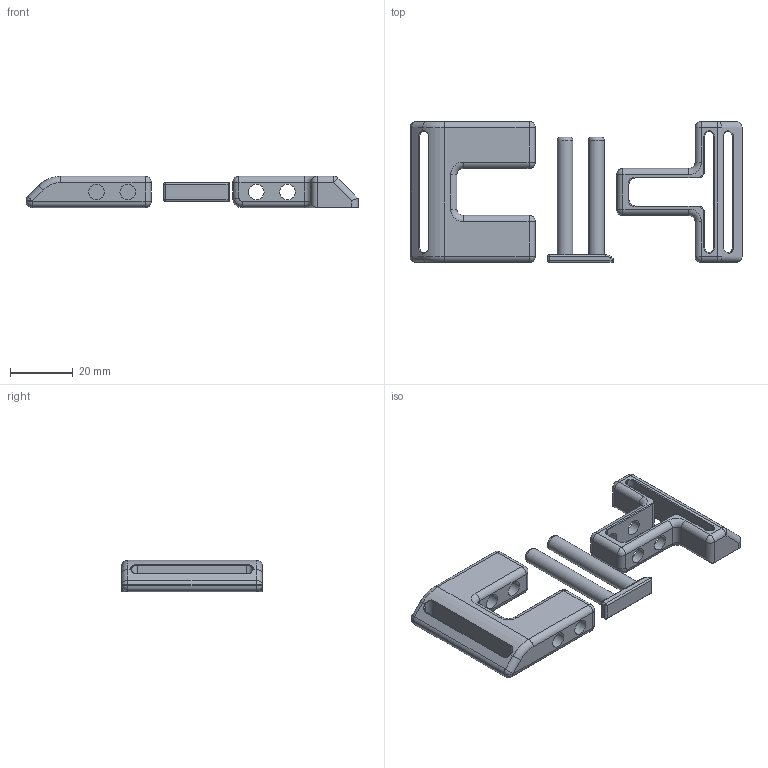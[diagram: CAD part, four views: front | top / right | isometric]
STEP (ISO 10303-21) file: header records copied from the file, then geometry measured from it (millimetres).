
FILE_DESCRIPTION(('HOOPS Exchange Step'),'2;1');
FILE_NAME('temp_export','2021-03-27T04:25:04+01:00',('mobile'),('Shapr3D Limited'),'HOOPS Exchange 2020.2','Shapr3D','Authorized');
FILE_SCHEMA( ('AP203_CONFIGURATION_CONTROLLED_3D_DESIGN_OF_MECHANICAL_PARTS_AND_ASSEMBLIES_MIM_LF') );
Length unit declared in the file: millimetre
Products named in the file (1): 90033B6F-6DFF-4256-A2FA-AB416118A844.tmp
Bounding box: 106 x 45 x 10 mm (x, y, z)
Volume: 17413.5 mm3; surface area: 11124.2 mm2
Topology: 3 solids, 3 shells, 237 faces, 564 edges, 306 vertices
Faces by surface type: cylinder 114, plane 45, torus 40, sphere 26, bspline 12
Full cylindrical faces by diameter (mm): 5 x10
Entity records: 8260 total; most frequent: CARTESIAN_POINT 2792, DIRECTION 1256, ORIENTED_EDGE 1076, EDGE_CURVE 538, AXIS2_PLACEMENT_3D 518, VERTEX_POINT 306, CIRCLE 276, EDGE_LOOP 254
